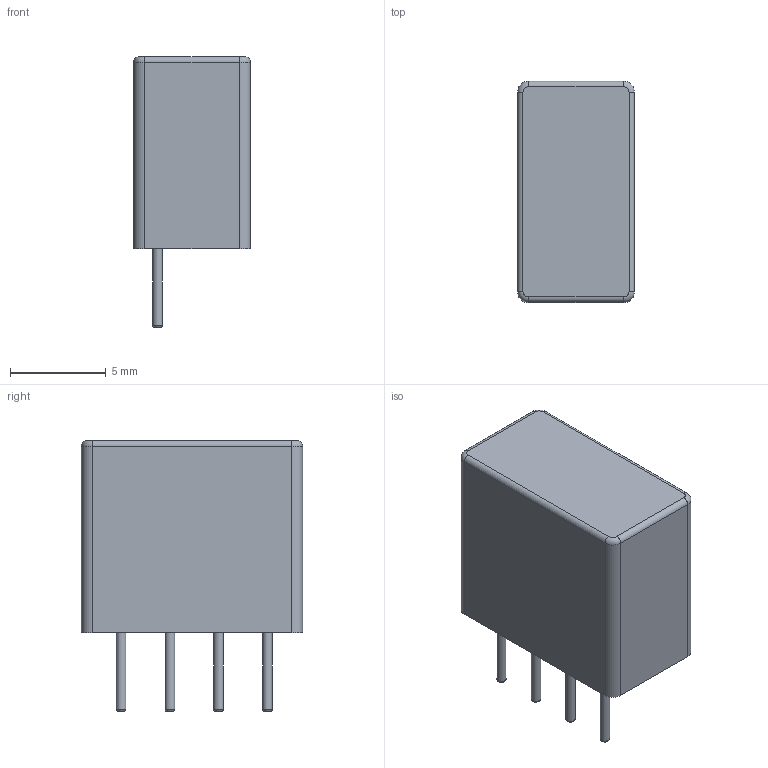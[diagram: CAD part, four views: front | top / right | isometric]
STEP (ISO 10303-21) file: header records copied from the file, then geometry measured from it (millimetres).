
FILE_DESCRIPTION(/* description */ ('model of Converter_DCDC_muRata_CRE1xxxxxxSC_THT'),/* implementation_level */ '2;1');
FILE_NAME(/* name */ 'Converter_DCDC_muRata_CRE1xxxxxxSC_THT.step',/* time_stamp */ '2018-03-25T16:12:11',/* author */ ('kicad StepUp','ksu'),/* organization */ ('FreeCAD'),/* preprocessor_version */ 'OCC',/* originating_system */ 'kicad StepUp',/* authorisation */ '');
FILE_SCHEMA(('AUTOMOTIVE_DESIGN { 1 0 10303 214 1 1 1 1 }'));
Length unit declared in the file: millimetre
Products named in the file (5): ASSEMBLY; Converter_DCDC_muRata_CRE1xxxxxxSC_THT001; Shape0_282396986141; Shape0_0834775509511; Converter_DCDC_muRata_CRE1xxxxxxSC_THT
Assembly tree (4 placements, depth 2):
  ASSEMBLY
    Converter_DCDC_muRata_CRE1xxxxxxSC_THT001
    Shape0_282396986141
    Shape0_0834775509511
    Converter_DCDC_muRata_CRE1xxxxxxSC_THT
Bounding box: 6.1 x 11.53 x 14.1 mm (x, y, z)
Surface area: 984.8 mm2
Topology: 7 solids, 7 shells, 58 faces, 112 edges, 68 vertices
Faces by surface type: plane 26, cylinder 20, torus 12
Full cylindrical faces by diameter (mm): 0.5 x4
Entity records: 1611 total; most frequent: DIRECTION 294, CARTESIAN_POINT 243, ORIENTED_EDGE 224, AXIS2_PLACEMENT_3D 119, EDGE_CURVE 112, VERTEX_POINT 68, ADVANCED_FACE 58, FACE_BOUND 58
